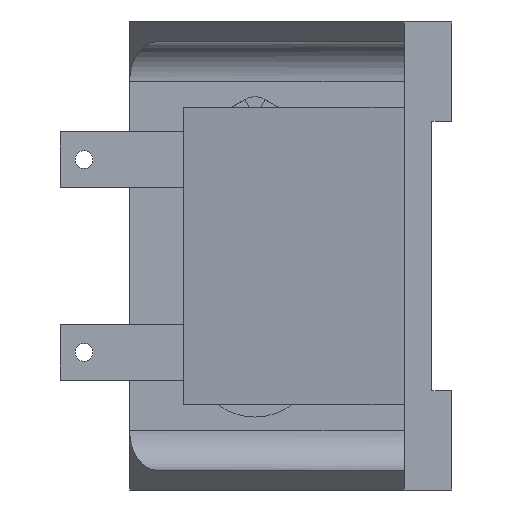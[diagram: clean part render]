
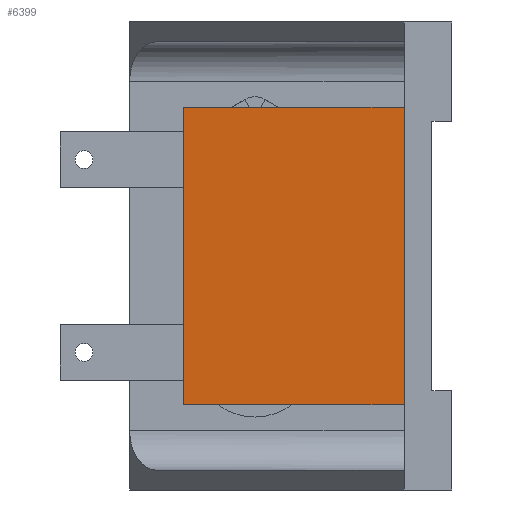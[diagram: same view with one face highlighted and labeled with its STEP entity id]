
A CAD part, left-side view. The second image highlights one B-rep face of the part: STEP entity #6399.
In plain terms, the highlighted planar face has unit normal (-0.992, 0.126, 0).
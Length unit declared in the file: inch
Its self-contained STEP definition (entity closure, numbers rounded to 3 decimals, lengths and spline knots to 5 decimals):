
#172 = CARTESIAN_POINT ( 'NONE',  ( -1.073, 0.13581, -0.59 ) ) ;
#237 = CARTESIAN_POINT ( 'NONE',  ( -0.98866, 0.80214, -0.375 ) ) ;
#324 = AXIS2_PLACEMENT_3D ( 'NONE', #172, #3844, #3395 ) ;
#382 = EDGE_CURVE ( 'NONE', #6358, #5377, #4706, .T. ) ;
#393 = CARTESIAN_POINT ( 'NONE',  ( -1.075, 0.12, -0.59 ) ) ;
#418 = VECTOR ( 'NONE', #4675, 39.37008 ) ;
#700 = CARTESIAN_POINT ( 'NONE',  ( -1.075, 0.12, 0.375 ) ) ;
#731 = DIRECTION ( 'NONE',  ( -0.126, -0.992, 0. ) ) ;
#1200 = EDGE_LOOP ( 'NONE', ( #6684, #5215, #1303, #4040 ) ) ;
#1303 = ORIENTED_EDGE ( 'NONE', *, *, #5551, .T. ) ;
#1334 = VECTOR ( 'NONE', #731, 39.37008 ) ;
#1515 = VERTEX_POINT ( 'NONE', #700 ) ;
#1918 = VECTOR ( 'NONE', #4895, 39.37008 ) ;
#2336 = CARTESIAN_POINT ( 'NONE',  ( -1.0045, 0.677, -0.375 ) ) ;
#2464 = CARTESIAN_POINT ( 'NONE',  ( -1.075, 0.12, -0.375 ) ) ;
#2843 = CARTESIAN_POINT ( 'NONE',  ( -0.98866, 0.80214, 0.375 ) ) ;
#3208 = LINE ( 'NONE', #393, #418 ) ;
#3215 = VECTOR ( 'NONE', #5380, 39.37008 ) ;
#3308 = PLANE ( 'NONE',  #324 ) ;
#3395 = DIRECTION ( 'NONE',  ( 0.126, 0.992, 0. ) ) ;
#3844 = DIRECTION ( 'NONE',  ( 0.992, -0.126, 0. ) ) ;
#4040 = ORIENTED_EDGE ( 'NONE', *, *, #5304, .F. ) ;
#4196 = LINE ( 'NONE', #2843, #1334 ) ;
#4351 = CARTESIAN_POINT ( 'NONE',  ( -1.0045, 0.677, 0. ) ) ;
#4615 = CARTESIAN_POINT ( 'NONE',  ( -1.0045, 0.677, 0.375 ) ) ;
#4675 = DIRECTION ( 'NONE',  ( 0., 0., 1. ) ) ;
#4706 = LINE ( 'NONE', #237, #1918 ) ;
#4895 = DIRECTION ( 'NONE',  ( -0.126, -0.992, 0. ) ) ;
#5091 = EDGE_CURVE ( 'NONE', #6533, #6358, #5185, .T. ) ;
#5185 = LINE ( 'NONE', #4351, #3215 ) ;
#5215 = ORIENTED_EDGE ( 'NONE', *, *, #382, .T. ) ;
#5304 = EDGE_CURVE ( 'NONE', #6533, #1515, #4196, .T. ) ;
#5377 = VERTEX_POINT ( 'NONE', #2464 ) ;
#5380 = DIRECTION ( 'NONE',  ( 0., 0., -1. ) ) ;
#5551 = EDGE_CURVE ( 'NONE', #5377, #1515, #3208, .T. ) ;
#5815 = FACE_OUTER_BOUND ( 'NONE', #1200, .T. ) ;
#6358 = VERTEX_POINT ( 'NONE', #2336 ) ;
#6399 = ADVANCED_FACE ( 'NONE', ( #5815 ), #3308, .F. ) ;
#6533 = VERTEX_POINT ( 'NONE', #4615 ) ;
#6684 = ORIENTED_EDGE ( 'NONE', *, *, #5091, .T. ) ;
